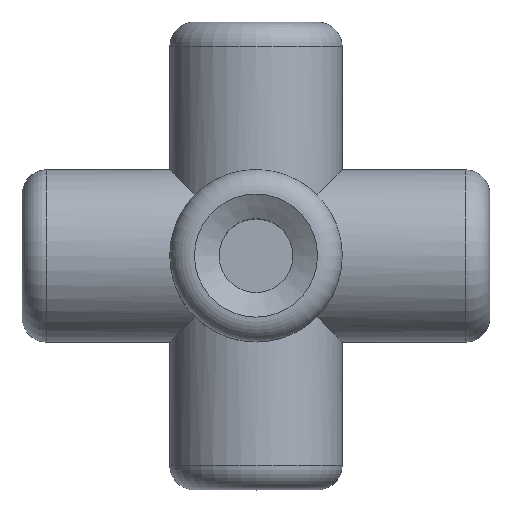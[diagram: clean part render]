
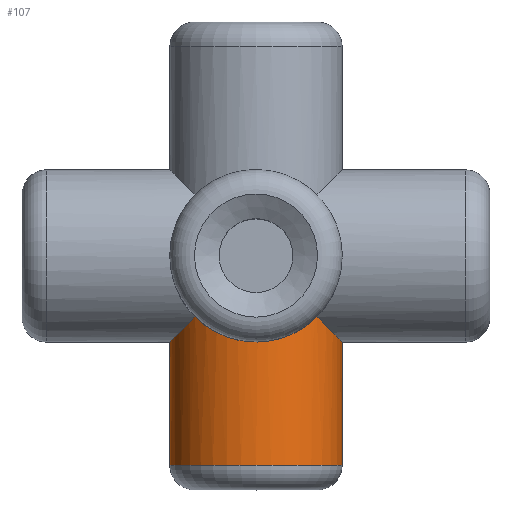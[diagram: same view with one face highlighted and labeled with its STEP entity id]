
A CAD part, top view. The second image highlights one B-rep face of the part: STEP entity #107.
In plain terms, the highlighted cylindrical face has radius 3.5 mm (diameter 7 mm), a full revolution.
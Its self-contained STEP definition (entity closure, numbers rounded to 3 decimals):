
#107=ADVANCED_FACE('',(#375,#377),#379,.T.);
#375=FACE_BOUND('',#376,.T.);
#376=EDGE_LOOP('',(#612,#613,#614,#615,#616));
#377=FACE_OUTER_BOUND('',#378,.T.);
#378=EDGE_LOOP('',(#617));
#379=CYLINDRICAL_SURFACE('',#380,3.5);
#380=AXIS2_PLACEMENT_3D('',#381,#382,#383);
#381=CARTESIAN_POINT('',(0.,-9.5,0.));
#382=DIRECTION('',(0.,1.,0.));
#383=DIRECTION('',(-1.,0.,0.));
#612=ORIENTED_EDGE('',*,*,#685,.F.);
#613=ORIENTED_EDGE('',*,*,#674,.F.);
#614=ORIENTED_EDGE('',*,*,#673,.F.);
#615=ORIENTED_EDGE('',*,*,#666,.F.);
#616=ORIENTED_EDGE('',*,*,#684,.F.);
#617=ORIENTED_EDGE('',*,*,#686,.T.);
#666=EDGE_CURVE('',#709,#711,#712,.T.);
#673=EDGE_CURVE('',#711,#724,#725,.T.);
#674=EDGE_CURVE('',#724,#726,#727,.T.);
#684=EDGE_CURVE('',#742,#709,#744,.T.);
#685=EDGE_CURVE('',#726,#742,#745,.T.);
#686=EDGE_CURVE('',#746,#746,#747,.T.);
#709=VERTEX_POINT('',#793);
#711=VERTEX_POINT('',#798);
#712=(BOUNDED_CURVE()B_SPLINE_CURVE(3,
(#799,#800,#801,#802),
.UNSPECIFIED.,.F.,.F.)B_SPLINE_CURVE_WITH_KNOTS((4,4),
(0.,1.),
.UNSPECIFIED.)CURVE()GEOMETRIC_REPRESENTATION_ITEM()RATIONAL_B_SPLINE_CURVE((1.,
0.805,0.805,1.))REPRESENTATION_ITEM(''));
#724=VERTEX_POINT('',#832);
#725=(BOUNDED_CURVE()B_SPLINE_CURVE(3,
(#833,#834,#835,#836),
.UNSPECIFIED.,.F.,.F.)B_SPLINE_CURVE_WITH_KNOTS((4,4),
(0.,1.),
.UNSPECIFIED.)CURVE()GEOMETRIC_REPRESENTATION_ITEM()RATIONAL_B_SPLINE_CURVE((1.,
0.949,0.949,1.))REPRESENTATION_ITEM(''));
#726=VERTEX_POINT('',#837);
#727=(BOUNDED_CURVE()B_SPLINE_CURVE(3,
(#838,#839,#840,#841),
.UNSPECIFIED.,.F.,.F.)B_SPLINE_CURVE_WITH_KNOTS((4,4),
(0.,1.),
.UNSPECIFIED.)CURVE()GEOMETRIC_REPRESENTATION_ITEM()RATIONAL_B_SPLINE_CURVE((1.,
0.949,0.949,1.))REPRESENTATION_ITEM(''));
#742=VERTEX_POINT('',#880);
#744=(BOUNDED_CURVE()B_SPLINE_CURVE(3,
(#885,#886,#887,#888),
.UNSPECIFIED.,.F.,.F.)B_SPLINE_CURVE_WITH_KNOTS((4,4),
(0.,1.),
.UNSPECIFIED.)CURVE()GEOMETRIC_REPRESENTATION_ITEM()RATIONAL_B_SPLINE_CURVE((1.,
0.805,0.805,1.))REPRESENTATION_ITEM(''));
#745=(BOUNDED_CURVE()B_SPLINE_CURVE(3,
(#889,#890,#891,#892),
.UNSPECIFIED.,.F.,.F.)B_SPLINE_CURVE_WITH_KNOTS((4,4),
(0.,1.),
.UNSPECIFIED.)CURVE()GEOMETRIC_REPRESENTATION_ITEM()RATIONAL_B_SPLINE_CURVE((1.,
0.805,0.805,1.))REPRESENTATION_ITEM(''));
#746=VERTEX_POINT('',#893);
#747=CIRCLE('',#894,3.5);
#793=CARTESIAN_POINT('',(2.475,-2.475,-2.475));
#798=CARTESIAN_POINT('',(-2.475,-2.475,-2.475));
#799=CARTESIAN_POINT('',(2.475,-2.475,-2.475));
#800=CARTESIAN_POINT('',(1.025,-3.925,-3.925));
#801=CARTESIAN_POINT('',(-1.025,-3.925,-3.925));
#802=CARTESIAN_POINT('',(-2.475,-2.475,-2.475));
#832=CARTESIAN_POINT('',(-3.5,-3.5,0.));
#833=CARTESIAN_POINT('',(-2.475,-2.475,-2.475));
#834=CARTESIAN_POINT('',(-3.14,-3.14,-1.81));
#835=CARTESIAN_POINT('',(-3.5,-3.5,-0.941));
#836=CARTESIAN_POINT('',(-3.5,-3.5,0.));
#837=CARTESIAN_POINT('',(-2.475,-2.475,2.475));
#838=CARTESIAN_POINT('',(-3.5,-3.5,0.));
#839=CARTESIAN_POINT('',(-3.5,-3.5,0.941));
#840=CARTESIAN_POINT('',(-3.14,-3.14,1.81));
#841=CARTESIAN_POINT('',(-2.475,-2.475,2.475));
#880=CARTESIAN_POINT('',(2.475,-2.475,2.475));
#885=CARTESIAN_POINT('',(2.475,-2.475,2.475));
#886=CARTESIAN_POINT('',(3.925,-3.925,1.025));
#887=CARTESIAN_POINT('',(3.925,-3.925,-1.025));
#888=CARTESIAN_POINT('',(2.475,-2.475,-2.475));
#889=CARTESIAN_POINT('',(-2.475,-2.475,2.475));
#890=CARTESIAN_POINT('',(-1.025,-3.925,3.925));
#891=CARTESIAN_POINT('',(1.025,-3.925,3.925));
#892=CARTESIAN_POINT('',(2.475,-2.475,2.475));
#893=CARTESIAN_POINT('',(-3.5,-8.5,0.));
#894=AXIS2_PLACEMENT_3D('',#895,#896,#897);
#895=CARTESIAN_POINT('',(0.,-8.5,0.));
#896=DIRECTION('',(0.,1.,0.));
#897=DIRECTION('',(-1.,0.,0.));
